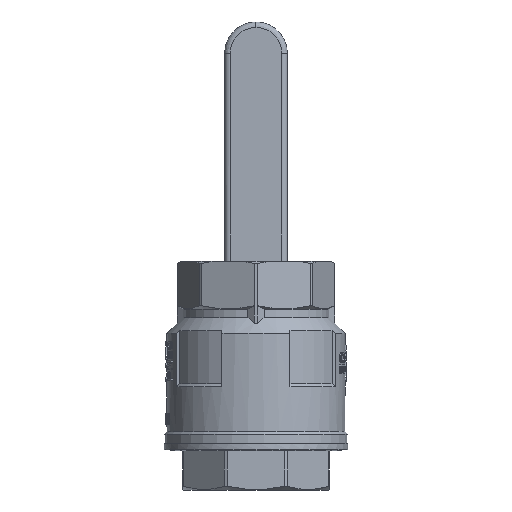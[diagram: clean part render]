
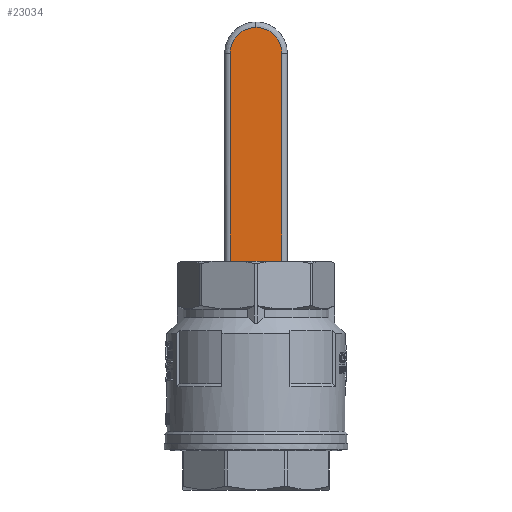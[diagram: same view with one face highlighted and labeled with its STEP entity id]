
A CAD part, front view. The second image highlights one B-rep face of the part: STEP entity #23034.
In plain terms, the highlighted planar face has unit normal (0, -1, 0).
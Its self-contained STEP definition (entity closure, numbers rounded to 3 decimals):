
#2060=LINE('',#44470,#3605);
#2061=LINE('',#44472,#3606);
#2062=LINE('',#44474,#3607);
#3605=VECTOR('',#36066,1000.);
#3606=VECTOR('',#36067,1000.);
#3607=VECTOR('',#36068,1000.);
#5181=ORIENTED_EDGE('',*,*,#12499,.T.);
#5182=ORIENTED_EDGE('',*,*,#12500,.T.);
#5183=ORIENTED_EDGE('',*,*,#12501,.T.);
#5184=ORIENTED_EDGE('',*,*,#12502,.T.);
#5185=ORIENTED_EDGE('',*,*,#12503,.F.);
#12499=EDGE_CURVE('',#16154,#16155,#18552,.T.);
#12500=EDGE_CURVE('',#16155,#16156,#18553,.T.);
#12501=EDGE_CURVE('',#16156,#16157,#2060,.T.);
#12502=EDGE_CURVE('',#16157,#16158,#2061,.T.);
#12503=EDGE_CURVE('',#16154,#16158,#2062,.T.);
#16154=VERTEX_POINT('',#44466);
#16155=VERTEX_POINT('',#44467);
#16156=VERTEX_POINT('',#44469);
#16157=VERTEX_POINT('',#44471);
#16158=VERTEX_POINT('',#44473);
#18552=CIRCLE('',#32630,9.5);
#18553=CIRCLE('',#32631,9.5);
#18956=EDGE_LOOP('',(#5181,#5182,#5183,#5184,#5185));
#20426=FACE_BOUND('',#18956,.T.);
#21888=PLANE('',#32629);
#23034=ADVANCED_FACE('',(#20426),#21888,.T.);
#32629=AXIS2_PLACEMENT_3D('',#44464,#36060,#36061);
#32630=AXIS2_PLACEMENT_3D('',#44465,#36062,#36063);
#32631=AXIS2_PLACEMENT_3D('',#44468,#36064,#36065);
#36060=DIRECTION('',(0.,-1.,0.));
#36061=DIRECTION('',(0.,0.,-1.));
#36062=DIRECTION('',(0.,-1.,0.));
#36063=DIRECTION('',(0.,0.,-1.));
#36064=DIRECTION('',(0.,-1.,0.));
#36065=DIRECTION('',(1.,0.,0.));
#36066=DIRECTION('',(-1.,0.,0.));
#36067=DIRECTION('',(0.,0.,-1.));
#36068=DIRECTION('',(-1.,0.,0.));
#44464=CARTESIAN_POINT('',(36.6,65.8,22.5));
#44465=CARTESIAN_POINT('',(118.5,65.8,22.5));
#44466=CARTESIAN_POINT('',(118.5,65.8,13.));
#44467=CARTESIAN_POINT('',(128.,65.8,22.5));
#44468=CARTESIAN_POINT('',(118.5,65.8,22.5));
#44469=CARTESIAN_POINT('',(118.5,65.8,32.));
#44470=CARTESIAN_POINT('',(78.664,65.8,32.));
#44471=CARTESIAN_POINT('',(37.328,65.8,32.));
#44472=CARTESIAN_POINT('',(37.328,65.8,22.5));
#44473=CARTESIAN_POINT('',(37.328,65.8,13.));
#44474=CARTESIAN_POINT('',(78.664,65.8,13.));
